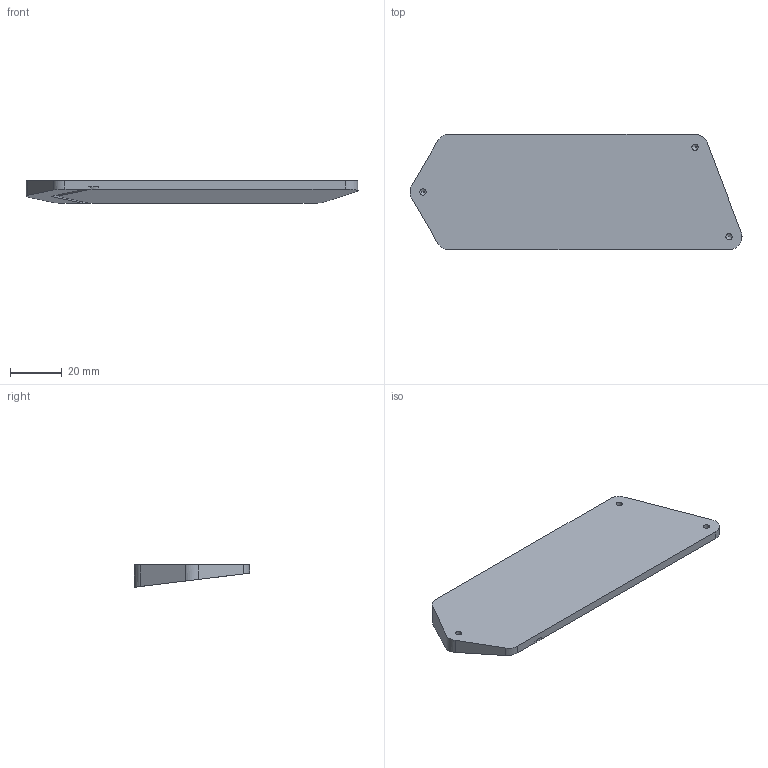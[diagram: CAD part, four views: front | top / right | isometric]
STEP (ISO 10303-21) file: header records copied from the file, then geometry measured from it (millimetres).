
FILE_DESCRIPTION (( 'STEP AP203' ), '1' );
FILE_NAME ('酘忒饜笭.STEP', '2019-11-29T13:28:52', ( '' ), ( '' ), 'SwSTEP 2.0', 'SolidWorks 2018', '' );
FILE_SCHEMA (( 'CONFIG_CONTROL_DESIGN' ));
Length unit declared in the file: millimetre
Products named in the file (1): 酘忒饜笭
Bounding box: 128.1 x 44.43 x 8.7 mm (x, y, z)
Volume: 30264.2 mm3; surface area: 12304.2 mm2
Topology: 1 solids, 1 shells, 36 faces, 96 edges, 59 vertices
Faces by surface type: plane 13, bspline 11, cone 6, cylinder 6
Entity records: 1228 total; most frequent: CARTESIAN_POINT 312, ORIENTED_EDGE 180, DIRECTION 166, EDGE_CURVE 90, VERTEX_POINT 59, VECTOR 56, LINE 56, AXIS2_PLACEMENT_3D 55
